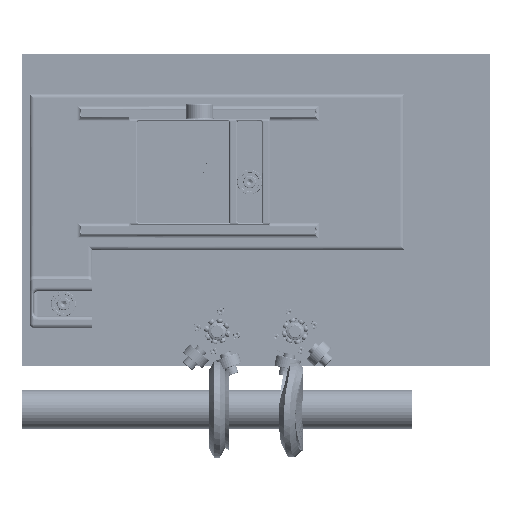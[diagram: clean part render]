
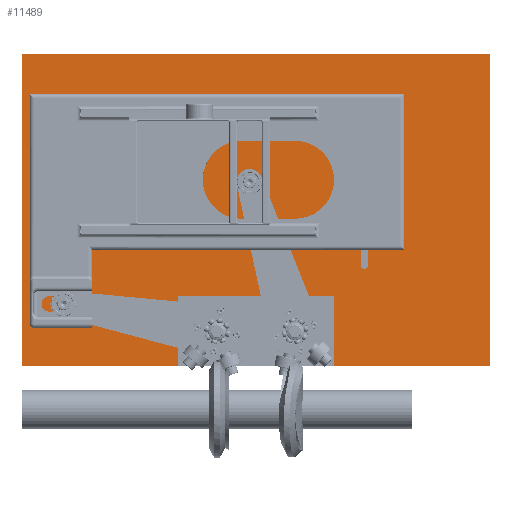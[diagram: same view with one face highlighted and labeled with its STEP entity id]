
A CAD part, top view. The second image highlights one B-rep face of the part: STEP entity #11489.
In plain terms, the highlighted planar face has unit normal (0, 0, 1).
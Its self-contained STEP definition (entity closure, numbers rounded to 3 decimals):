
#430 = CARTESIAN_POINT ( 'NONE',  ( 100., 45., 15. ) ) ;
#501 = VECTOR ( 'NONE', #23432, 1000. ) ;
#668 = ORIENTED_EDGE ( 'NONE', *, *, #19478, .F. ) ;
#908 = EDGE_CURVE ( 'NONE', #7403, #9014, #15955, .T. ) ;
#1100 = VECTOR ( 'NONE', #7866, 1000. ) ;
#1375 = ORIENTED_EDGE ( 'NONE', *, *, #15524, .T. ) ;
#1585 = CARTESIAN_POINT ( 'NONE',  ( -100., -45., 15. ) ) ;
#1715 = DIRECTION ( 'NONE',  ( 0., 0., 1. ) ) ;
#2057 = EDGE_CURVE ( 'NONE', #32231, #16421, #14039, .T. ) ;
#2142 = DIRECTION ( 'NONE',  ( 1., 0., 0. ) ) ;
#2212 = DIRECTION ( 'NONE',  ( 1., 0., 0. ) ) ;
#2283 = ORIENTED_EDGE ( 'NONE', *, *, #9770, .T. ) ;
#2368 = VECTOR ( 'NONE', #28083, 1000. ) ;
#2600 = CIRCLE ( 'NONE', #22413, 5. ) ;
#2895 = CARTESIAN_POINT ( 'NONE',  ( 300., -45., 15. ) ) ;
#2896 = VERTEX_POINT ( 'NONE', #7914 ) ;
#4569 = ORIENTED_EDGE ( 'NONE', *, *, #26343, .F. ) ;
#4577 = VECTOR ( 'NONE', #20831, 1000. ) ;
#4958 = ORIENTED_EDGE ( 'NONE', *, *, #908, .F. ) ;
#5245 = EDGE_CURVE ( 'NONE', #9496, #7403, #25467, .T. ) ;
#5283 = EDGE_CURVE ( 'NONE', #19322, #9680, #21306, .T. ) ;
#5414 = VECTOR ( 'NONE', #21797, 1000. ) ;
#5723 = DIRECTION ( 'NONE',  ( 0., 1., 0. ) ) ;
#5975 = VERTEX_POINT ( 'NONE', #18928 ) ;
#6034 = DIRECTION ( 'NONE',  ( 0., 0., 1. ) ) ;
#6416 = LINE ( 'NONE', #14056, #2368 ) ;
#6497 = VERTEX_POINT ( 'NONE', #34164 ) ;
#6718 = EDGE_CURVE ( 'NONE', #29348, #18682, #19057, .T. ) ;
#6787 = CARTESIAN_POINT ( 'NONE',  ( -244., 55., 15. ) ) ;
#6805 = DIRECTION ( 'NONE',  ( 0., -1., 0. ) ) ;
#7224 = CARTESIAN_POINT ( 'NONE',  ( 139., 85., 15. ) ) ;
#7403 = VERTEX_POINT ( 'NONE', #20789 ) ;
#7866 = DIRECTION ( 'NONE',  ( -1., 0., 0. ) ) ;
#7914 = CARTESIAN_POINT ( 'NONE',  ( -256., 155., 15. ) ) ;
#7987 = DIRECTION ( 'NONE',  ( 0., 0., 1. ) ) ;
#8000 = CARTESIAN_POINT ( 'NONE',  ( 100., -45., 15. ) ) ;
#8651 = FACE_BOUND ( 'NONE', #24251, .T. ) ;
#8986 = AXIS2_PLACEMENT_3D ( 'NONE', #21437, #32296, #21953 ) ;
#9014 = VERTEX_POINT ( 'NONE', #9791 ) ;
#9496 = VERTEX_POINT ( 'NONE', #23835 ) ;
#9680 = VERTEX_POINT ( 'NONE', #18185 ) ;
#9770 = EDGE_CURVE ( 'NONE', #26103, #29348, #30046, .T. ) ;
#9791 = CARTESIAN_POINT ( 'NONE',  ( 134., 85., 15. ) ) ;
#9832 = CARTESIAN_POINT ( 'NONE',  ( 300., -45., 15. ) ) ;
#9960 = CARTESIAN_POINT ( 'NONE',  ( 139., 285., 15. ) ) ;
#10596 = CARTESIAN_POINT ( 'NONE',  ( -256., 55., 15. ) ) ;
#10807 = LINE ( 'NONE', #23932, #5414 ) ;
#10878 = CARTESIAN_POINT ( 'NONE',  ( -300., 355., 15. ) ) ;
#11489 = ADVANCED_FACE ( 'NONE', ( #32984, #8651, #30323 ), #21615, .F. ) ;
#11941 = EDGE_LOOP ( 'NONE', ( #30595, #18636, #27675, #2283, #24430, #28200, #1375, #23193 ) ) ;
#12318 = EDGE_CURVE ( 'NONE', #25715, #2896, #20547, .T. ) ;
#12473 = LINE ( 'NONE', #25626, #21660 ) ;
#12490 = LINE ( 'NONE', #23657, #4577 ) ;
#12934 = EDGE_CURVE ( 'NONE', #18061, #25715, #25693, .T. ) ;
#13203 = VECTOR ( 'NONE', #28712, 1000. ) ;
#13464 = CARTESIAN_POINT ( 'NONE',  ( 134., 85., 15. ) ) ;
#13704 = CARTESIAN_POINT ( 'NONE',  ( -100., 45., 15. ) ) ;
#13744 = DIRECTION ( 'NONE',  ( 0., 0., 1. ) ) ;
#13896 = LINE ( 'NONE', #13704, #23483 ) ;
#14039 = LINE ( 'NONE', #18546, #31068 ) ;
#14056 = CARTESIAN_POINT ( 'NONE',  ( -300., -45., 15. ) ) ;
#14608 = ORIENTED_EDGE ( 'NONE', *, *, #12318, .F. ) ;
#15267 = AXIS2_PLACEMENT_3D ( 'NONE', #9960, #7987, #2142 ) ;
#15482 = ORIENTED_EDGE ( 'NONE', *, *, #33981, .F. ) ;
#15524 = EDGE_CURVE ( 'NONE', #5975, #19322, #12490, .T. ) ;
#15955 = LINE ( 'NONE', #13464, #31131 ) ;
#16394 = LINE ( 'NONE', #24539, #21264 ) ;
#16400 = ORIENTED_EDGE ( 'NONE', *, *, #12934, .F. ) ;
#16421 = VERTEX_POINT ( 'NONE', #8000 ) ;
#16477 = DIRECTION ( 'NONE',  ( 0., -1., 0. ) ) ;
#16950 = CARTESIAN_POINT ( 'NONE',  ( -244., 155., 15. ) ) ;
#17168 = AXIS2_PLACEMENT_3D ( 'NONE', #18564, #13744, #2212 ) ;
#18061 = VERTEX_POINT ( 'NONE', #6787 ) ;
#18185 = CARTESIAN_POINT ( 'NONE',  ( -100., 45., 15. ) ) ;
#18228 = CARTESIAN_POINT ( 'NONE',  ( -244., 55., 15. ) ) ;
#18546 = CARTESIAN_POINT ( 'NONE',  ( 100., -45., 15. ) ) ;
#18564 = CARTESIAN_POINT ( 'NONE',  ( -250., 55., 15. ) ) ;
#18636 = ORIENTED_EDGE ( 'NONE', *, *, #2057, .T. ) ;
#18682 = VERTEX_POINT ( 'NONE', #29846 ) ;
#18832 = CARTESIAN_POINT ( 'NONE',  ( -100., -45., 15. ) ) ;
#18928 = CARTESIAN_POINT ( 'NONE',  ( -300., -45., 15. ) ) ;
#19057 = LINE ( 'NONE', #10878, #1100 ) ;
#19322 = VERTEX_POINT ( 'NONE', #1585 ) ;
#19478 = EDGE_CURVE ( 'NONE', #6497, #9496, #10807, .T. ) ;
#19664 = EDGE_CURVE ( 'NONE', #9014, #6497, #2600, .T. ) ;
#20384 = EDGE_CURVE ( 'NONE', #9680, #32231, #13896, .T. ) ;
#20547 = CIRCLE ( 'NONE', #29615, 6. ) ;
#20789 = CARTESIAN_POINT ( 'NONE',  ( 134., 285., 15. ) ) ;
#20831 = DIRECTION ( 'NONE',  ( 1., 0., 0. ) ) ;
#21264 = VECTOR ( 'NONE', #21694, 1000. ) ;
#21306 = LINE ( 'NONE', #18832, #501 ) ;
#21353 = DIRECTION ( 'NONE',  ( 0., -1., 0. ) ) ;
#21415 = EDGE_CURVE ( 'NONE', #18682, #5975, #12473, .T. ) ;
#21437 = CARTESIAN_POINT ( 'NONE',  ( 0., 0., 15. ) ) ;
#21615 = PLANE ( 'NONE',  #8986 ) ;
#21660 = VECTOR ( 'NONE', #6805, 1000. ) ;
#21694 = DIRECTION ( 'NONE',  ( 0., -1., 0. ) ) ;
#21797 = DIRECTION ( 'NONE',  ( 0., 1., 0. ) ) ;
#21953 = DIRECTION ( 'NONE',  ( -1., 0., 0. ) ) ;
#22413 = AXIS2_PLACEMENT_3D ( 'NONE', #7224, #1715, #31031 ) ;
#23193 = ORIENTED_EDGE ( 'NONE', *, *, #5283, .T. ) ;
#23432 = DIRECTION ( 'NONE',  ( 0., 1., 0. ) ) ;
#23483 = VECTOR ( 'NONE', #24703, 1000. ) ;
#23555 = EDGE_LOOP ( 'NONE', ( #27426, #4958, #26492, #668 ) ) ;
#23657 = CARTESIAN_POINT ( 'NONE',  ( -300., -45., 15. ) ) ;
#23835 = CARTESIAN_POINT ( 'NONE',  ( 144., 285., 15. ) ) ;
#23932 = CARTESIAN_POINT ( 'NONE',  ( 144., 85., 15. ) ) ;
#24251 = EDGE_LOOP ( 'NONE', ( #16400, #15482, #4569, #14608 ) ) ;
#24430 = ORIENTED_EDGE ( 'NONE', *, *, #6718, .T. ) ;
#24539 = CARTESIAN_POINT ( 'NONE',  ( -256., 55., 15. ) ) ;
#24703 = DIRECTION ( 'NONE',  ( 1., 0., 0. ) ) ;
#25467 = CIRCLE ( 'NONE', #15267, 5. ) ;
#25626 = CARTESIAN_POINT ( 'NONE',  ( -300., -45., 15. ) ) ;
#25693 = LINE ( 'NONE', #18228, #13203 ) ;
#25715 = VERTEX_POINT ( 'NONE', #16950 ) ;
#26103 = VERTEX_POINT ( 'NONE', #9832 ) ;
#26104 = CARTESIAN_POINT ( 'NONE',  ( 300., 355., 15. ) ) ;
#26343 = EDGE_CURVE ( 'NONE', #2896, #32097, #16394, .T. ) ;
#26492 = ORIENTED_EDGE ( 'NONE', *, *, #5245, .F. ) ;
#27426 = ORIENTED_EDGE ( 'NONE', *, *, #19664, .F. ) ;
#27675 = ORIENTED_EDGE ( 'NONE', *, *, #29052, .T. ) ;
#27873 = DIRECTION ( 'NONE',  ( 1., 0., 0. ) ) ;
#28083 = DIRECTION ( 'NONE',  ( 1., 0., 0. ) ) ;
#28200 = ORIENTED_EDGE ( 'NONE', *, *, #21415, .T. ) ;
#28712 = DIRECTION ( 'NONE',  ( 0., 1., 0. ) ) ;
#29052 = EDGE_CURVE ( 'NONE', #16421, #26103, #6416, .T. ) ;
#29348 = VERTEX_POINT ( 'NONE', #26104 ) ;
#29615 = AXIS2_PLACEMENT_3D ( 'NONE', #30359, #6034, #27873 ) ;
#29846 = CARTESIAN_POINT ( 'NONE',  ( -300., 355., 15. ) ) ;
#30046 = LINE ( 'NONE', #2895, #32748 ) ;
#30323 = FACE_BOUND ( 'NONE', #23555, .T. ) ;
#30359 = CARTESIAN_POINT ( 'NONE',  ( -250., 155., 15. ) ) ;
#30595 = ORIENTED_EDGE ( 'NONE', *, *, #20384, .T. ) ;
#31031 = DIRECTION ( 'NONE',  ( 1., 0., 0. ) ) ;
#31068 = VECTOR ( 'NONE', #21353, 1000. ) ;
#31131 = VECTOR ( 'NONE', #16477, 1000. ) ;
#32097 = VERTEX_POINT ( 'NONE', #10596 ) ;
#32231 = VERTEX_POINT ( 'NONE', #430 ) ;
#32296 = DIRECTION ( 'NONE',  ( 0., 0., -1. ) ) ;
#32748 = VECTOR ( 'NONE', #5723, 1000. ) ;
#32984 = FACE_OUTER_BOUND ( 'NONE', #11941, .T. ) ;
#33981 = EDGE_CURVE ( 'NONE', #32097, #18061, #34176, .T. ) ;
#34164 = CARTESIAN_POINT ( 'NONE',  ( 144., 85., 15. ) ) ;
#34176 = CIRCLE ( 'NONE', #17168, 6. ) ;
